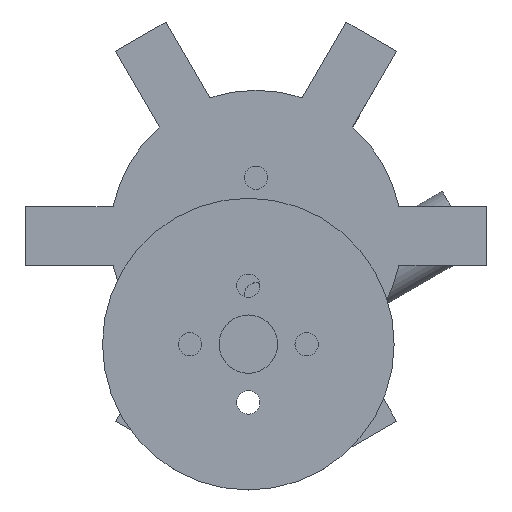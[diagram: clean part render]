
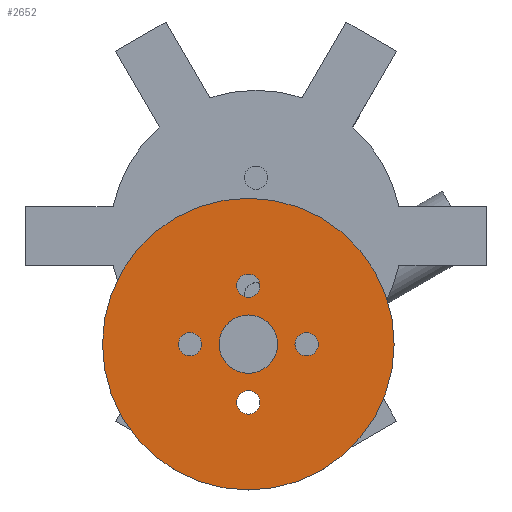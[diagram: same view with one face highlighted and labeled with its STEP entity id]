
A CAD part, top view. The second image highlights one B-rep face of the part: STEP entity #2652.
In plain terms, the highlighted planar face has unit normal (0, 0, 1).
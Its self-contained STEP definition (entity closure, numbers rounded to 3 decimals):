
#151=FACE_BOUND('',#489,.T.);
#152=FACE_BOUND('',#490,.T.);
#153=FACE_BOUND('',#491,.T.);
#154=FACE_BOUND('',#492,.T.);
#155=FACE_BOUND('',#493,.T.);
#225=PLANE('',#3088);
#328=FACE_OUTER_BOUND('',#488,.T.);
#488=EDGE_LOOP('',(#1903));
#489=EDGE_LOOP('',(#1904));
#490=EDGE_LOOP('',(#1905));
#491=EDGE_LOOP('',(#1906));
#492=EDGE_LOOP('',(#1907));
#493=EDGE_LOOP('',(#1908));
#1164=CIRCLE('',#3071,2.);
#1166=CIRCLE('',#3074,2.);
#1168=CIRCLE('',#3077,2.);
#1170=CIRCLE('',#3080,2.);
#1172=CIRCLE('',#3083,5.);
#1174=CIRCLE('',#3086,25.);
#1293=VERTEX_POINT('',#4252);
#1295=VERTEX_POINT('',#4258);
#1297=VERTEX_POINT('',#4264);
#1299=VERTEX_POINT('',#4270);
#1301=VERTEX_POINT('',#4276);
#1303=VERTEX_POINT('',#4282);
#1527=EDGE_CURVE('',#1293,#1293,#1164,.T.);
#1530=EDGE_CURVE('',#1295,#1295,#1166,.T.);
#1533=EDGE_CURVE('',#1297,#1297,#1168,.T.);
#1536=EDGE_CURVE('',#1299,#1299,#1170,.T.);
#1539=EDGE_CURVE('',#1301,#1301,#1172,.T.);
#1542=EDGE_CURVE('',#1303,#1303,#1174,.T.);
#1903=ORIENTED_EDGE('',*,*,#1542,.T.);
#1904=ORIENTED_EDGE('',*,*,#1539,.T.);
#1905=ORIENTED_EDGE('',*,*,#1536,.T.);
#1906=ORIENTED_EDGE('',*,*,#1533,.T.);
#1907=ORIENTED_EDGE('',*,*,#1530,.T.);
#1908=ORIENTED_EDGE('',*,*,#1527,.T.);
#2652=ADVANCED_FACE('',(#328,#151,#152,#153,#154,#155),#225,.T.);
#3071=AXIS2_PLACEMENT_3D('',#4253,#3393,#3394);
#3074=AXIS2_PLACEMENT_3D('',#4259,#3400,#3401);
#3077=AXIS2_PLACEMENT_3D('',#4265,#3407,#3408);
#3080=AXIS2_PLACEMENT_3D('',#4271,#3414,#3415);
#3083=AXIS2_PLACEMENT_3D('',#4277,#3421,#3422);
#3086=AXIS2_PLACEMENT_3D('',#4283,#3428,#3429);
#3088=AXIS2_PLACEMENT_3D('',#4287,#3433,#3434);
#3393=DIRECTION('center_axis',(0.,0.,-1.));
#3394=DIRECTION('ref_axis',(1.,0.,0.));
#3400=DIRECTION('center_axis',(0.,0.,-1.));
#3401=DIRECTION('ref_axis',(1.,0.,0.));
#3407=DIRECTION('center_axis',(0.,0.,-1.));
#3408=DIRECTION('ref_axis',(1.,0.,0.));
#3414=DIRECTION('center_axis',(0.,0.,-1.));
#3415=DIRECTION('ref_axis',(1.,0.,0.));
#3421=DIRECTION('center_axis',(0.,0.,-1.));
#3422=DIRECTION('ref_axis',(1.,0.,0.));
#3428=DIRECTION('center_axis',(0.,0.,1.));
#3429=DIRECTION('ref_axis',(-1.,0.,0.));
#3433=DIRECTION('center_axis',(0.,0.,1.));
#3434=DIRECTION('ref_axis',(1.,0.,0.));
#4252=CARTESIAN_POINT('',(-12.,0.,7.));
#4253=CARTESIAN_POINT('Origin',(-10.,0.,7.));
#4258=CARTESIAN_POINT('',(-2.,10.,7.));
#4259=CARTESIAN_POINT('Origin',(0.,10.,7.));
#4264=CARTESIAN_POINT('',(8.,0.,7.));
#4265=CARTESIAN_POINT('Origin',(10.,0.,7.));
#4270=CARTESIAN_POINT('',(-2.,-10.,7.));
#4271=CARTESIAN_POINT('Origin',(0.,-10.,7.));
#4276=CARTESIAN_POINT('',(-5.,0.,7.));
#4277=CARTESIAN_POINT('Origin',(0.,0.,7.));
#4282=CARTESIAN_POINT('',(25.,0.,7.));
#4283=CARTESIAN_POINT('Origin',(0.,0.,7.));
#4287=CARTESIAN_POINT('Origin',(0.,0.,7.));
